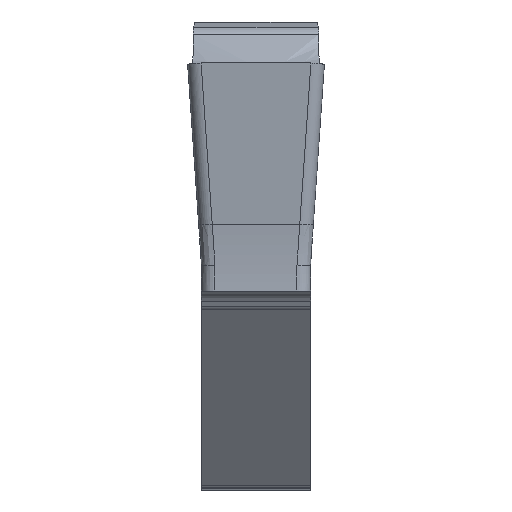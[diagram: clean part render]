
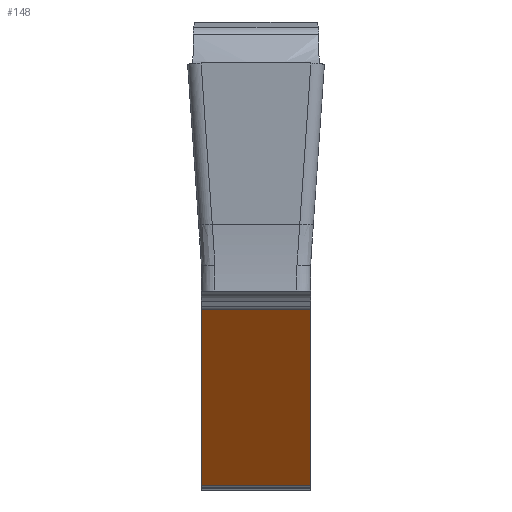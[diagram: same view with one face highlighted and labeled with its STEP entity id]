
A CAD part, front view. The second image highlights one B-rep face of the part: STEP entity #148.
In plain terms, the highlighted planar face has unit normal (0, -0.342, -0.94).
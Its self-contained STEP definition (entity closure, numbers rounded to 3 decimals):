
#148=ADVANCED_FACE('',(#210),#170,.T.);
#170=PLANE('',#997);
#210=FACE_OUTER_BOUND('',#255,.T.);
#255=EDGE_LOOP('',(#483,#484,#485,#486));
#483=ORIENTED_EDGE('',*,*,#615,.F.);
#484=ORIENTED_EDGE('',*,*,#720,.T.);
#485=ORIENTED_EDGE('',*,*,#669,.F.);
#486=ORIENTED_EDGE('',*,*,#721,.F.);
#531=VERTEX_POINT('',#1367);
#532=VERTEX_POINT('',#1369);
#581=VERTEX_POINT('',#1557);
#582=VERTEX_POINT('',#1559);
#615=EDGE_CURVE('',#531,#532,#735,.T.);
#669=EDGE_CURVE('',#581,#582,#755,.T.);
#720=EDGE_CURVE('',#531,#582,#783,.T.);
#721=EDGE_CURVE('',#532,#581,#784,.T.);
#735=LINE('',#1368,#798);
#755=LINE('',#1558,#818);
#783=LINE('',#1794,#849);
#784=LINE('',#1796,#850);
#798=VECTOR('',#1037,1.);
#818=VECTOR('',#1111,1.);
#849=VECTOR('',#1226,1.);
#850=VECTOR('',#1229,1.);
#997=AXIS2_PLACEMENT_3D('',#1797,#1230,#1231);
#1037=DIRECTION('',(0.,0.94,-0.342));
#1111=DIRECTION('',(0.,-0.94,0.342));
#1226=DIRECTION('',(-1.,0.,0.));
#1229=DIRECTION('',(-1.,0.,0.));
#1230=DIRECTION('',(0.,-0.342,-0.94));
#1231=DIRECTION('',(0.,0.94,-0.342));
#1367=CARTESIAN_POINT('',(0.8,-4.192,-3.611));
#1368=CARTESIAN_POINT('',(0.8,-0.555,-4.935));
#1369=CARTESIAN_POINT('',(0.8,2.891,-6.189));
#1557=CARTESIAN_POINT('',(-0.8,2.891,-6.189));
#1558=CARTESIAN_POINT('',(-0.8,-0.555,-4.935));
#1559=CARTESIAN_POINT('',(-0.8,-4.192,-3.611));
#1794=CARTESIAN_POINT('',(5.77,-4.192,-3.611));
#1796=CARTESIAN_POINT('',(5.77,2.891,-6.189));
#1797=CARTESIAN_POINT('',(5.77,2.891,-6.189));
